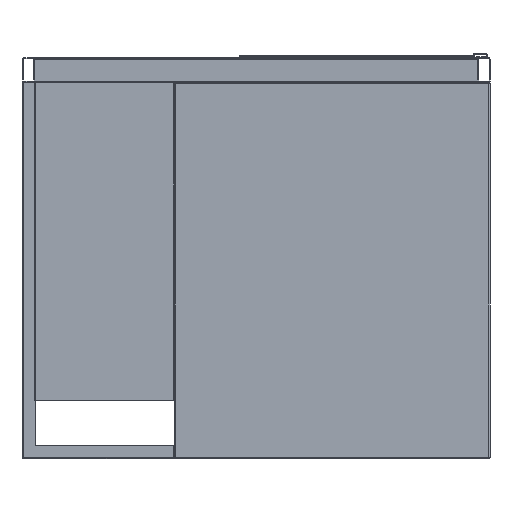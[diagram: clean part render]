
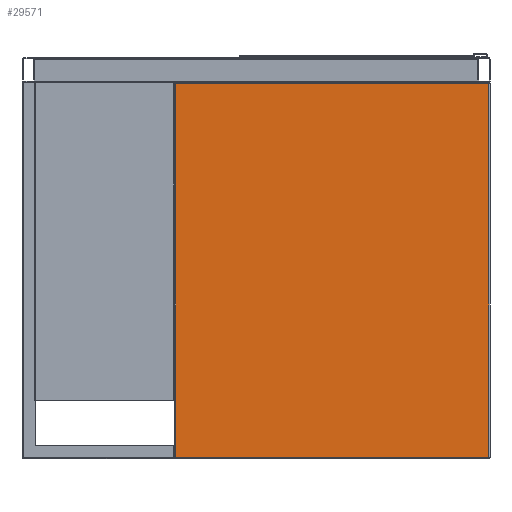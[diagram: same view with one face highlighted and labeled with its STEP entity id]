
A CAD part, front view. The second image highlights one B-rep face of the part: STEP entity #29571.
In plain terms, the highlighted planar face has unit normal (0, -1, 0).
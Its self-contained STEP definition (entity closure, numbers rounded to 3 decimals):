
#520 = EDGE_CURVE ( 'NONE', #20779, #21670, #18624, .T. ) ;
#557 = CARTESIAN_POINT ( 'NONE',  ( -258., -325., -660. ) ) ;
#1836 = CARTESIAN_POINT ( 'NONE',  ( -258., -325., -42. ) ) ;
#2357 = VECTOR ( 'NONE', #29197, 1000. ) ;
#3050 = EDGE_LOOP ( 'NONE', ( #7846, #5656, #3519, #26762 ) ) ;
#3238 = DIRECTION ( 'NONE',  ( 1., 0., 0. ) ) ;
#3519 = ORIENTED_EDGE ( 'NONE', *, *, #520, .T. ) ;
#5174 = FACE_OUTER_BOUND ( 'NONE', #3050, .T. ) ;
#5656 = ORIENTED_EDGE ( 'NONE', *, *, #22956, .T. ) ;
#5873 = VECTOR ( 'NONE', #12950, 1000. ) ;
#6339 = CARTESIAN_POINT ( 'NONE',  ( 258., -325., -42. ) ) ;
#7846 = ORIENTED_EDGE ( 'NONE', *, *, #23867, .T. ) ;
#7972 = PLANE ( 'NONE',  #12524 ) ;
#9563 = CARTESIAN_POINT ( 'NONE',  ( -258., -325., -658. ) ) ;
#10458 = DIRECTION ( 'NONE',  ( 0., -1., 0. ) ) ;
#10548 = EDGE_CURVE ( 'NONE', #21670, #31734, #31829, .T. ) ;
#12524 = AXIS2_PLACEMENT_3D ( 'NONE', #15268, #10458, #30561 ) ;
#12950 = DIRECTION ( 'NONE',  ( 0., 0., -1. ) ) ;
#14706 = DIRECTION ( 'NONE',  ( -1., 0., 0. ) ) ;
#15268 = CARTESIAN_POINT ( 'NONE',  ( -260., -325., -660. ) ) ;
#17756 = LINE ( 'NONE', #557, #5873 ) ;
#17887 = VECTOR ( 'NONE', #3238, 1000. ) ;
#18624 = LINE ( 'NONE', #25862, #17887 ) ;
#19867 = CARTESIAN_POINT ( 'NONE',  ( 258., -325., -658. ) ) ;
#20779 = VERTEX_POINT ( 'NONE', #9563 ) ;
#21670 = VERTEX_POINT ( 'NONE', #19867 ) ;
#22956 = EDGE_CURVE ( 'NONE', #26434, #20779, #17756, .T. ) ;
#23867 = EDGE_CURVE ( 'NONE', #31734, #26434, #30162, .T. ) ;
#25862 = CARTESIAN_POINT ( 'NONE',  ( -260., -325., -658. ) ) ;
#26434 = VERTEX_POINT ( 'NONE', #1836 ) ;
#26762 = ORIENTED_EDGE ( 'NONE', *, *, #10548, .T. ) ;
#27553 = VECTOR ( 'NONE', #14706, 1000. ) ;
#29197 = DIRECTION ( 'NONE',  ( 0., 0., 1. ) ) ;
#29506 = CARTESIAN_POINT ( 'NONE',  ( 258., -325., -660. ) ) ;
#29571 = ADVANCED_FACE ( 'Fl�che8', ( #5174 ), #7972, .T. ) ;
#30162 = LINE ( 'NONE', #32007, #27553 ) ;
#30561 = DIRECTION ( 'NONE',  ( 0., 0., -1. ) ) ;
#31734 = VERTEX_POINT ( 'NONE', #6339 ) ;
#31829 = LINE ( 'NONE', #29506, #2357 ) ;
#32007 = CARTESIAN_POINT ( 'NONE',  ( -260., -325., -42. ) ) ;
